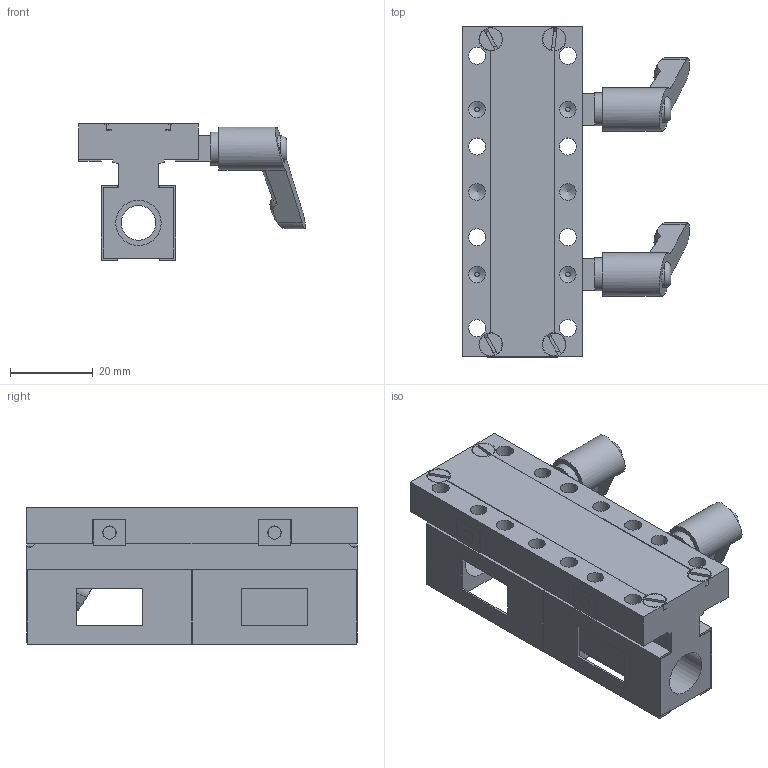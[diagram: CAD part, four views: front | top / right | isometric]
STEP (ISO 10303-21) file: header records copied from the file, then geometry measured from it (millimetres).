
FILE_DESCRIPTION(/* description */ ('Unknown'),/* implementation_level */ '2;1');
FILE_NAME(/* name */ 'A-0000173-Schlitten30-80lg-Klem',/* time_stamp */ '2020-04-02T16:59:40+02:00',/* author */ ('Unknown'),/* organization */ ('Unknown'),/* preprocessor_version */ 'ST-DEVELOPER v16.7',/* originating_system */ 'Solid Edge',/* authorisation */ 'Unknown');
FILE_SCHEMA (('AUTOMOTIVE_DESIGN {1 0 10303 214 3 1 1}'));
Length unit declared in the file: millimetre
Products named in the file (1): A-0000173-Schlitten30-80lg-Klem-dy
Bounding box: 55 x 80 x 33 mm (x, y, z)
Volume: 41619.4 mm3; surface area: 21648.9 mm2
Topology: 1 solids, 5 shells, 420 faces, 1186 edges, 778 vertices
Faces by surface type: plane 260, cylinder 112, cone 42, torus 6
Full cylindrical faces by diameter (mm): 3.242 x2, 4 x12, 4.134 x8, 4.5 x2, 6.3 x2, 6.5 x2, 8 x2, 8.376 x1, 10.5 x2, 11 x3
Entity records: 16114 total; most frequent: CARTESIAN_POINT 2702, ORIENTED_EDGE 2180, DIRECTION 2062, EDGE_CURVE 1090, VERTEX_POINT 738, LINE 718, VECTOR 718, AXIS2_PLACEMENT_3D 672
